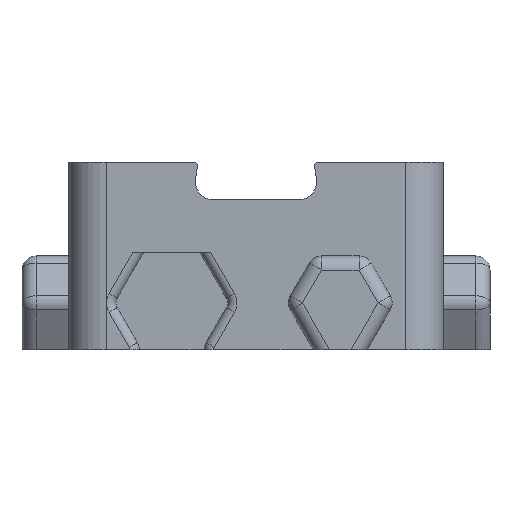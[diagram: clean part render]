
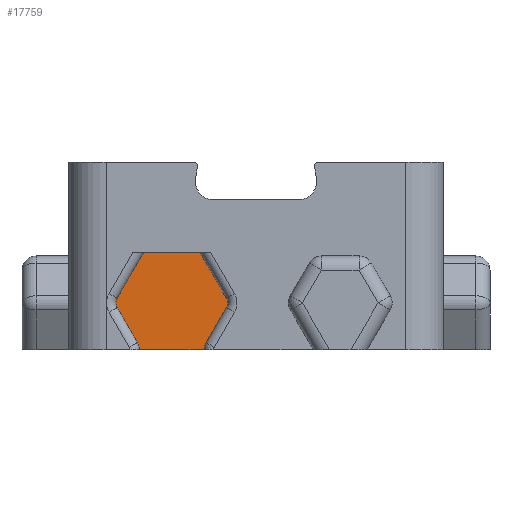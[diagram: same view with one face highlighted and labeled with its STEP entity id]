
A CAD part, front view. The second image highlights one B-rep face of the part: STEP entity #17759.
In plain terms, the highlighted planar face has unit normal (0, -1, 0).
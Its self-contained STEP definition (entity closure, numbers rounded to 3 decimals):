
#10572 = VERTEX_POINT('',#10573);
#10573 = CARTESIAN_POINT('',(-5.535,-14.7,0.));
#10579 = EDGE_CURVE('',#10580,#10572,#10582,.T.);
#10580 = VERTEX_POINT('',#10581);
#10581 = CARTESIAN_POINT('',(-12.465,-14.7,0.));
#10582 = LINE('',#10583,#10584);
#10583 = CARTESIAN_POINT('',(-12.465,-14.7,0.));
#10584 = VECTOR('',#10585,1.);
#10585 = DIRECTION('',(1.,0.,0.));
#17739 = VERTEX_POINT('',#17740);
#17740 = CARTESIAN_POINT('',(-12.666,-14.7,0.75));
#17746 = EDGE_CURVE('',#17739,#10580,#17747,.T.);
#17747 = CIRCLE('',#17748,1.5);
#17748 = AXIS2_PLACEMENT_3D('',#17749,#17750,#17751);
#17749 = CARTESIAN_POINT('',(-13.965,-14.7,0.));
#17750 = DIRECTION('',(0.,1.,0.));
#17751 = DIRECTION('',(-1.,0.,0.));
#17759 = ADVANCED_FACE('',(#17760),#17829,.T.);
#17760 = FACE_BOUND('',#17761,.T.);
#17761 = EDGE_LOOP('',(#17762,#17770,#17771,#17772,#17781,#17789,#17798,
    #17806,#17814,#17822));
#17762 = ORIENTED_EDGE('',*,*,#17763,.T.);
#17763 = EDGE_CURVE('',#17764,#17739,#17766,.T.);
#17764 = VERTEX_POINT('',#17765);
#17765 = CARTESIAN_POINT('',(-14.831,-14.7,4.5));
#17766 = LINE('',#17767,#17768);
#17767 = CARTESIAN_POINT('',(-14.831,-14.7,4.5));
#17768 = VECTOR('',#17769,1.);
#17769 = DIRECTION('',(0.5,0.,-0.866));
#17770 = ORIENTED_EDGE('',*,*,#17746,.T.);
#17771 = ORIENTED_EDGE('',*,*,#10579,.T.);
#17772 = ORIENTED_EDGE('',*,*,#17773,.T.);
#17773 = EDGE_CURVE('',#10572,#17774,#17776,.T.);
#17774 = VERTEX_POINT('',#17775);
#17775 = CARTESIAN_POINT('',(-5.334,-14.7,0.75));
#17776 = CIRCLE('',#17777,1.5);
#17777 = AXIS2_PLACEMENT_3D('',#17778,#17779,#17780);
#17778 = CARTESIAN_POINT('',(-4.035,-14.7,0.));
#17779 = DIRECTION('',(0.,1.,0.));
#17780 = DIRECTION('',(-1.,0.,0.));
#17781 = ORIENTED_EDGE('',*,*,#17782,.T.);
#17782 = EDGE_CURVE('',#17774,#17783,#17785,.T.);
#17783 = VERTEX_POINT('',#17784);
#17784 = CARTESIAN_POINT('',(-3.169,-14.7,4.5));
#17785 = LINE('',#17786,#17787);
#17786 = CARTESIAN_POINT('',(-5.334,-14.7,0.75));
#17787 = VECTOR('',#17788,1.);
#17788 = DIRECTION('',(0.5,0.,0.866));
#17789 = ORIENTED_EDGE('',*,*,#17790,.F.);
#17790 = EDGE_CURVE('',#17791,#17783,#17793,.T.);
#17791 = VERTEX_POINT('',#17792);
#17792 = CARTESIAN_POINT('',(-3.169,-14.7,5.5));
#17793 = CIRCLE('',#17794,1.);
#17794 = AXIS2_PLACEMENT_3D('',#17795,#17796,#17797);
#17795 = CARTESIAN_POINT('',(-4.035,-14.7,5.));
#17796 = DIRECTION('',(0.,1.,0.));
#17797 = DIRECTION('',(-1.,0.,0.));
#17798 = ORIENTED_EDGE('',*,*,#17799,.T.);
#17799 = EDGE_CURVE('',#17791,#17800,#17802,.T.);
#17800 = VERTEX_POINT('',#17801);
#17801 = CARTESIAN_POINT('',(-5.998,-14.7,10.4));
#17802 = LINE('',#17803,#17804);
#17803 = CARTESIAN_POINT('',(-3.169,-14.7,5.5));
#17804 = VECTOR('',#17805,1.);
#17805 = DIRECTION('',(-0.5,0.,0.866));
#17806 = ORIENTED_EDGE('',*,*,#17807,.T.);
#17807 = EDGE_CURVE('',#17800,#17808,#17810,.T.);
#17808 = VERTEX_POINT('',#17809);
#17809 = CARTESIAN_POINT('',(-12.002,-14.7,10.4));
#17810 = LINE('',#17811,#17812);
#17811 = CARTESIAN_POINT('',(-5.998,-14.7,10.4));
#17812 = VECTOR('',#17813,1.);
#17813 = DIRECTION('',(-1.,0.,0.));
#17814 = ORIENTED_EDGE('',*,*,#17815,.T.);
#17815 = EDGE_CURVE('',#17808,#17816,#17818,.T.);
#17816 = VERTEX_POINT('',#17817);
#17817 = CARTESIAN_POINT('',(-14.831,-14.7,5.5));
#17818 = LINE('',#17819,#17820);
#17819 = CARTESIAN_POINT('',(-12.002,-14.7,10.4));
#17820 = VECTOR('',#17821,1.);
#17821 = DIRECTION('',(-0.5,0.,-0.866));
#17822 = ORIENTED_EDGE('',*,*,#17823,.F.);
#17823 = EDGE_CURVE('',#17764,#17816,#17824,.T.);
#17824 = CIRCLE('',#17825,1.);
#17825 = AXIS2_PLACEMENT_3D('',#17826,#17827,#17828);
#17826 = CARTESIAN_POINT('',(-13.965,-14.7,5.));
#17827 = DIRECTION('',(0.,1.,0.));
#17828 = DIRECTION('',(-1.,0.,0.));
#17829 = PLANE('',#17830);
#17830 = AXIS2_PLACEMENT_3D('',#17831,#17832,#17833);
#17831 = CARTESIAN_POINT('',(-9.,-14.7,5.091));
#17832 = DIRECTION('',(0.,-1.,0.));
#17833 = DIRECTION('',(0.,0.,1.));
